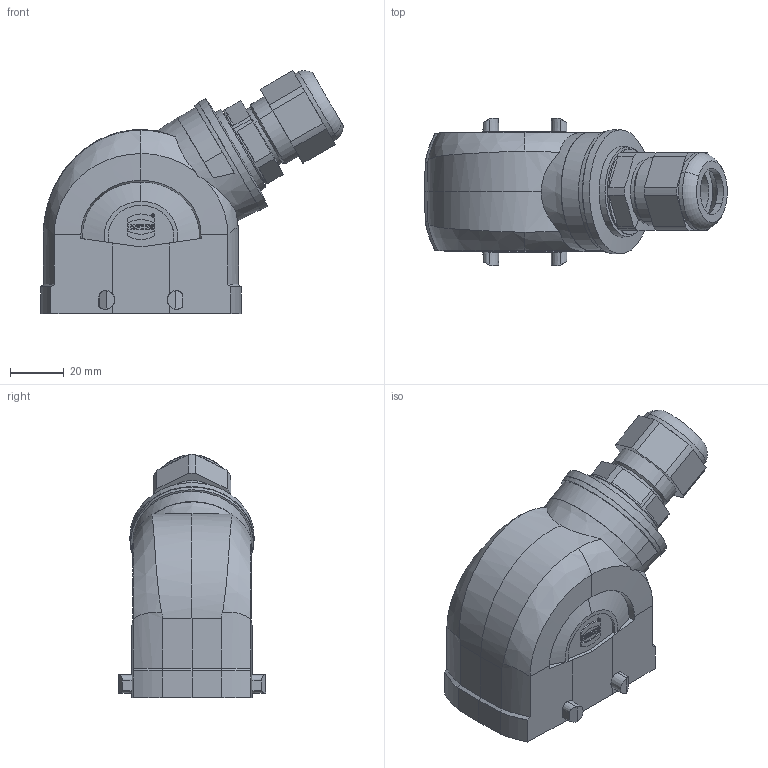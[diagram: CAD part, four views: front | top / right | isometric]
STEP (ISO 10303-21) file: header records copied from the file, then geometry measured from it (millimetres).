
FILE_DESCRIPTION(/* description */ (''),/* implementation_level */ '2;1');
FILE_NAME(/* name */ '100779665ugm000_b.stp',/* time_stamp */ '2022-03-12T08:06:33+01:00',/* author */ (''),/* organization */ (''),/* preprocessor_version */ 'ST-DEVELOPER v16.7',/* originating_system */ 'SIEMENS PLM Software NX 1911',/* authorisation */ '');
FILE_SCHEMA (('AUTOMOTIVE_DESIGN { 1 0 10303 214 3 1 1 1 }'));
Length unit declared in the file: millimetre
Products named in the file (1): 100779665ugm000_b
Bounding box: 113.15 x 55 x 90.88 mm (x, y, z)
Volume: 88606.9 mm3; surface area: 43372.6 mm2
Topology: 1 solids, 1 shells, 411 faces, 1113 edges, 731 vertices
Faces by surface type: plane 251, cylinder 71, cone 48, bspline 28, extrusion 9, torus 4
Full cylindrical faces by diameter (mm): 0.671 x1, 0.984 x1, 3 x4, 3.4 x4, 3.5 x4, 25 x1, 30 x1, 46.4 x1
Entity records: 19114 total; most frequent: CARTESIAN_POINT 6245, ORIENTED_EDGE 2112, DIRECTION 1909, EDGE_CURVE 1056, VERTEX_POINT 707, VECTOR 663, LINE 654, AXIS2_PLACEMENT_3D 623
